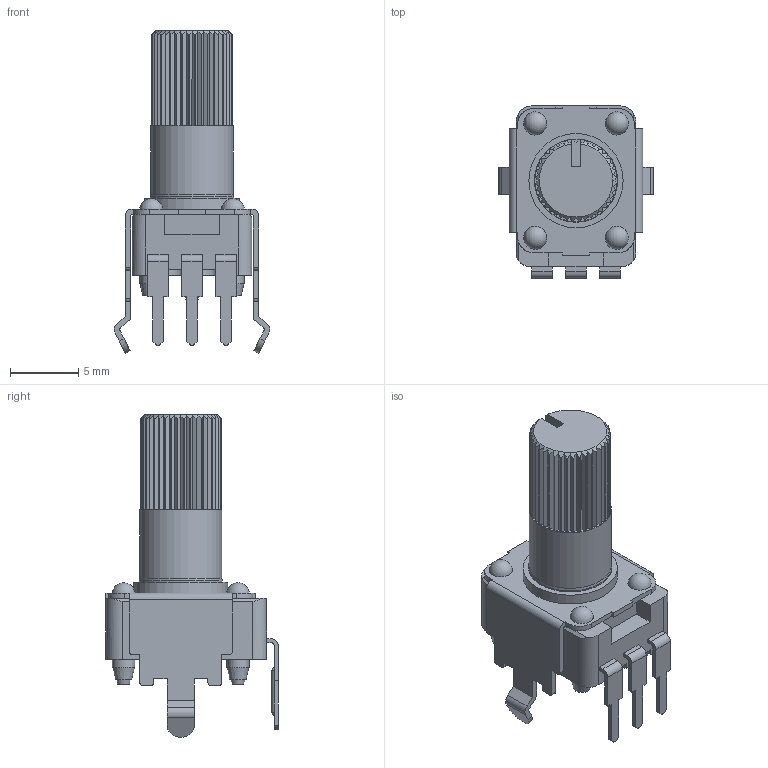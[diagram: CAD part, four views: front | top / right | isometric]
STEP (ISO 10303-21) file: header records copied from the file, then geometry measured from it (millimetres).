
FILE_DESCRIPTION( ( '' ), ' ' );
FILE_NAME( '582efa0d28f4af02677ed8c8.step', '2016-11-18T12:54:37', ( '' ), ( '' ), ' ', ' ', ' ' );
FILE_SCHEMA( ( 'AUTOMOTIVE_DESIGN { 1 0 10303 214 1 1 1 1 }' ) );
Length unit declared in the file: metre
Products named in the file (1): Open CASCADE STEP translator 6.8 1
Bounding box: 11.4 x 12.65 x 23.7 mm (x, y, z)
Volume: 921.6 mm3; surface area: 1064.1 mm2
Topology: 1 solids, 1 shells, 329 faces, 919 edges, 612 vertices
Faces by surface type: plane 210, cylinder 96, cone 13, sphere 10
Full cylindrical faces by diameter (mm): 1.19 x1, 1.3 x2, 1.6 x2, 1.64 x2, 6.05 x1, 6.11 x1, 6.92 x1
Entity records: 17728 total; most frequent: CARTESIAN_POINT 2293, ORIENTED_EDGE 1776, DIRECTION 1660, STYLED_ITEM 1217, PRESENTATION_STYLE_ASSIGNMENT 1217, COLOUR_RGB 1217, EDGE_CURVE 888, CURVE_STYLE 888
